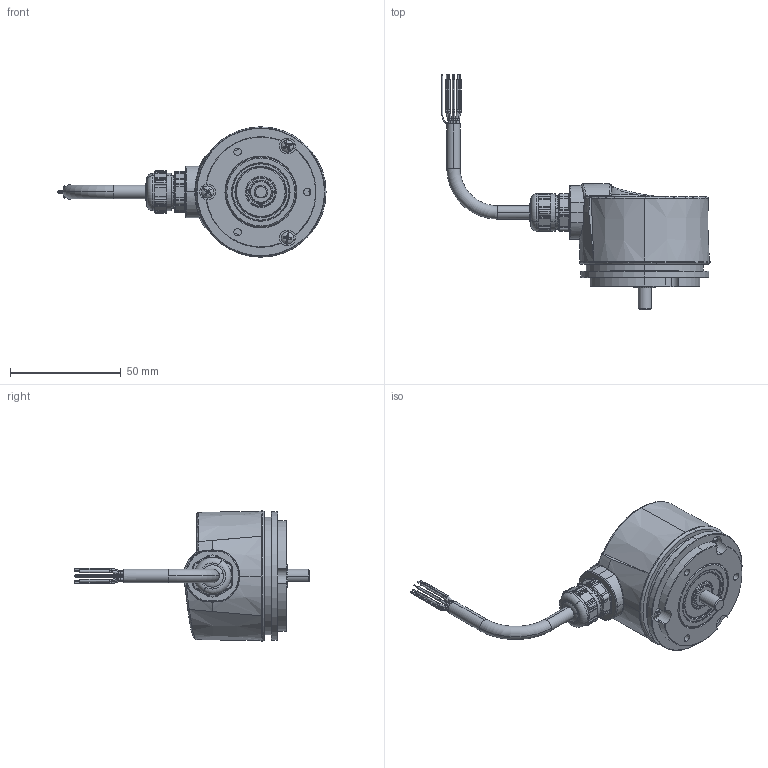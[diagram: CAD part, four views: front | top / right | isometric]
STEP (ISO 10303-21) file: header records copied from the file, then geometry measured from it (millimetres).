
FILE_DESCRIPTION (( 'STEP AP203' ), '1' );
FILE_NAME ('M022_DSM5H06_3R_03.STEP', '2018-04-06T12:47:08', ( '' ), ( '' ), 'SwSTEP 2.0', 'SolidWorks 2016', '' );
FILE_SCHEMA (( 'CONFIG_CONTROL_DESIGN' ));
Length unit declared in the file: millimetre
Products named in the file (1): M022_DSM5H06_3R_03
Bounding box: 121.2 x 106.5 x 59 mm (x, y, z)
Surface area: 22955.4 mm2 (no closed solid volume)
Topology: 0 solids, 36 shells, 554 faces, 1602 edges, 1033 vertices
Faces by surface type: cylinder 232, torus 121, plane 111, cone 54, bspline 36
Entity records: 25886 total; most frequent: CARTESIAN_POINT 12420, ORIENTED_EDGE 2820, DIRECTION 2647, EDGE_CURVE 1598, AXIS2_PLACEMENT_3D 1141, VERTEX_POINT 1031, CIRCLE 643, EDGE_LOOP 577
